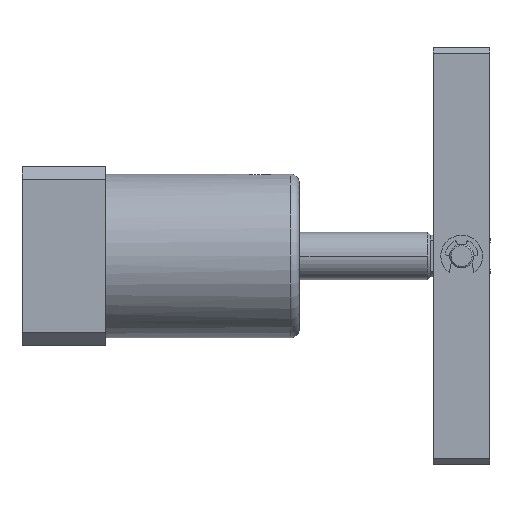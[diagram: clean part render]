
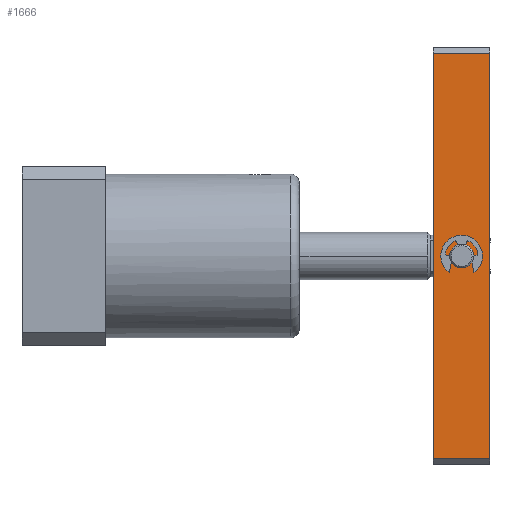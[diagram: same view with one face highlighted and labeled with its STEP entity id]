
A CAD part, front view. The second image highlights one B-rep face of the part: STEP entity #1666.
In plain terms, the highlighted face is planar.
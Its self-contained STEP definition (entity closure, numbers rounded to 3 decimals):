
#250 = DIRECTION ( 'NONE',  ( 0., 0., -1. ) ) ;
#621 = ORIENTED_EDGE ( 'NONE', *, *, #7183, .T. ) ;
#828 = VERTEX_POINT ( 'NONE', #7675 ) ;
#1666 = ADVANCED_FACE ( 'NONE', ( #15307, #19363 ), #11712, .T. ) ;
#1831 = DIRECTION ( 'NONE',  ( 1., 0., 0. ) ) ;
#1935 = ORIENTED_EDGE ( 'NONE', *, *, #4030, .T. ) ;
#2144 = CARTESIAN_POINT ( 'NONE',  ( 19., -68., 9.5 ) ) ;
#2161 = AXIS2_PLACEMENT_3D ( 'NONE', #7487, #18097, #9007 ) ;
#2317 = VECTOR ( 'NONE', #3233, 1000. ) ;
#2658 = DIRECTION ( 'NONE',  ( 0., 0., 1. ) ) ;
#2999 = CARTESIAN_POINT ( 'NONE',  ( 0., -68., 9.5 ) ) ;
#3233 = DIRECTION ( 'NONE',  ( 0., 1., 0. ) ) ;
#3622 = VECTOR ( 'NONE', #19343, 1000. ) ;
#3822 = EDGE_CURVE ( 'NONE', #5069, #17475, #18920, .T. ) ;
#3914 = AXIS2_PLACEMENT_3D ( 'NONE', #19295, #2658, #13239 ) ;
#4030 = EDGE_CURVE ( 'NONE', #17475, #5069, #10797, .T. ) ;
#4071 = EDGE_CURVE ( 'NONE', #6806, #828, #9882, .T. ) ;
#4207 = EDGE_LOOP ( 'NONE', ( #1935, #8395 ) ) ;
#4534 = LINE ( 'NONE', #5811, #12098 ) ;
#5069 = VERTEX_POINT ( 'NONE', #5780 ) ;
#5780 = CARTESIAN_POINT ( 'NONE',  ( 5.5, 0., 9.5 ) ) ;
#5811 = CARTESIAN_POINT ( 'NONE',  ( 0., 70., 9.5 ) ) ;
#6806 = VERTEX_POINT ( 'NONE', #2144 ) ;
#7183 = EDGE_CURVE ( 'NONE', #17417, #6806, #7419, .T. ) ;
#7320 = DIRECTION ( 'NONE',  ( 0., -1., 0. ) ) ;
#7419 = LINE ( 'NONE', #10876, #14583 ) ;
#7486 = EDGE_LOOP ( 'NONE', ( #10252, #11337, #7919, #621 ) ) ;
#7487 = CARTESIAN_POINT ( 'NONE',  ( 9.5, 0., 9.5 ) ) ;
#7675 = CARTESIAN_POINT ( 'NONE',  ( 19., 68., 9.5 ) ) ;
#7919 = ORIENTED_EDGE ( 'NONE', *, *, #17932, .T. ) ;
#8395 = ORIENTED_EDGE ( 'NONE', *, *, #3822, .T. ) ;
#8527 = CARTESIAN_POINT ( 'NONE',  ( 19., 70., 9.5 ) ) ;
#9007 = DIRECTION ( 'NONE',  ( 1., 0., 0. ) ) ;
#9310 = CARTESIAN_POINT ( 'NONE',  ( 9.5, 0., 9.5 ) ) ;
#9882 = LINE ( 'NONE', #8527, #2317 ) ;
#10252 = ORIENTED_EDGE ( 'NONE', *, *, #4071, .T. ) ;
#10742 = CARTESIAN_POINT ( 'NONE',  ( 13.5, 0., 9.5 ) ) ;
#10797 = CIRCLE ( 'NONE', #15688, 4. ) ;
#10835 = DIRECTION ( 'NONE',  ( 1., 0., 0. ) ) ;
#10876 = CARTESIAN_POINT ( 'NONE',  ( 0., -68., 9.5 ) ) ;
#11337 = ORIENTED_EDGE ( 'NONE', *, *, #19254, .T. ) ;
#11712 = PLANE ( 'NONE',  #3914 ) ;
#12098 = VECTOR ( 'NONE', #7320, 1000. ) ;
#13239 = DIRECTION ( 'NONE',  ( 1., 0., 0. ) ) ;
#14583 = VECTOR ( 'NONE', #1831, 1000. ) ;
#15307 = FACE_OUTER_BOUND ( 'NONE', #7486, .T. ) ;
#15489 = VERTEX_POINT ( 'NONE', #18235 ) ;
#15688 = AXIS2_PLACEMENT_3D ( 'NONE', #9310, #250, #10835 ) ;
#17417 = VERTEX_POINT ( 'NONE', #2999 ) ;
#17475 = VERTEX_POINT ( 'NONE', #10742 ) ;
#17808 = CARTESIAN_POINT ( 'NONE',  ( 0., 68., 9.5 ) ) ;
#17932 = EDGE_CURVE ( 'NONE', #15489, #17417, #4534, .T. ) ;
#18097 = DIRECTION ( 'NONE',  ( 0., 0., -1. ) ) ;
#18235 = CARTESIAN_POINT ( 'NONE',  ( 0., 68., 9.5 ) ) ;
#18920 = CIRCLE ( 'NONE', #2161, 4. ) ;
#19238 = LINE ( 'NONE', #17808, #3622 ) ;
#19254 = EDGE_CURVE ( 'NONE', #828, #15489, #19238, .T. ) ;
#19295 = CARTESIAN_POINT ( 'NONE',  ( 0., 70., 9.5 ) ) ;
#19343 = DIRECTION ( 'NONE',  ( -1., 0., 0. ) ) ;
#19363 = FACE_BOUND ( 'NONE', #4207, .T. ) ;
